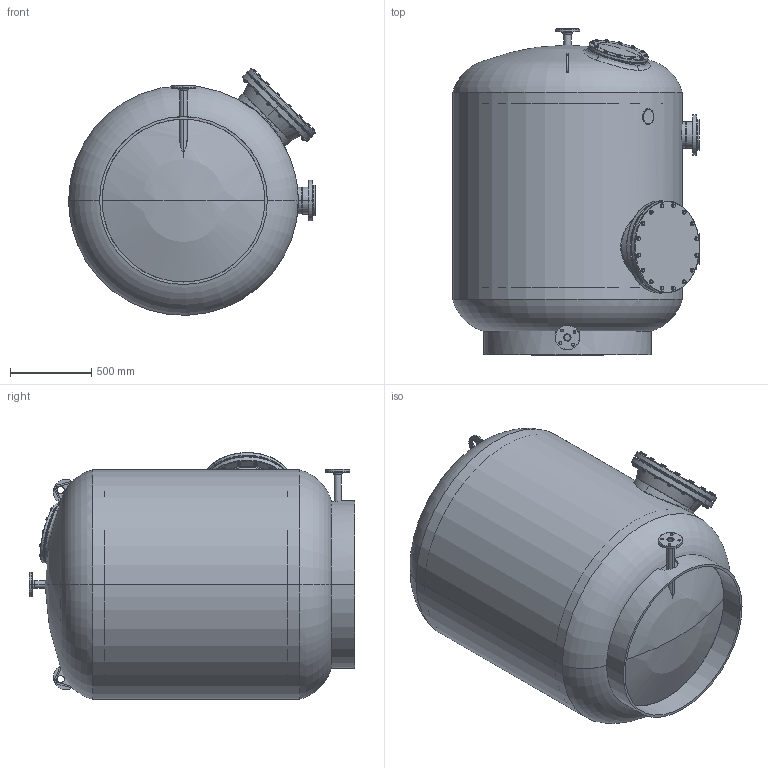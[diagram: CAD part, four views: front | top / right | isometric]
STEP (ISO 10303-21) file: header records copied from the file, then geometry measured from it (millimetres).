
FILE_DESCRIPTION (( 'STEP AP214' ), '1' );
FILE_NAME ('adriatic140c_sb1000.STEP', '2020-11-04T09:16:10', ( '' ), ( '' ), 'SwSTEP 2.0', 'SolidWorks 2019', '' );
FILE_SCHEMA (( 'AUTOMOTIVE_DESIGN' ));
Length unit declared in the file: millimetre
Products named in the file (1): adriatic140c_sb1000
Bounding box: 1514.51 x 2000.26 x 1514.28 mm (x, y, z)
Surface area: 22712664.4 mm2 (no closed solid volume)
Topology: 0 solids, 119 shells, 1781 faces, 3953 edges, 2415 vertices
Faces by surface type: cone 581, cylinder 571, plane 532, torus 73, sphere 12, bspline 12
Entity records: 98309 total; most frequent: CARTESIAN_POINT 39255, DIRECTION 7812, ORIENTED_EDGE 7786, EDGE_CURVE 3917, AXIS2_PLACEMENT_3D 3364, VERTEX_POINT 2411, EDGE_LOOP 2144, UNCERTAINTY_MEASURE_WITH_UNIT 1890
